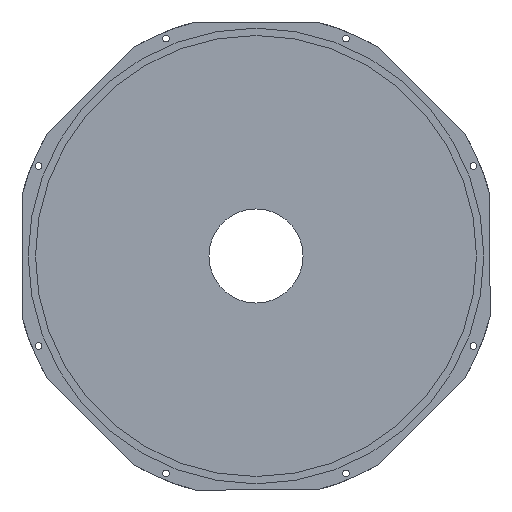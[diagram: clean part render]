
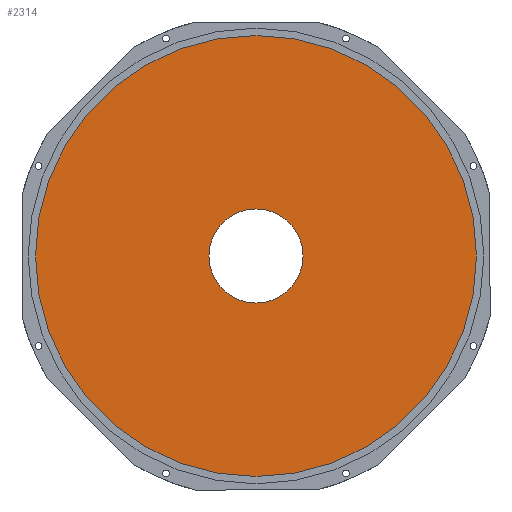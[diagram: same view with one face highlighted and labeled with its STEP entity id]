
A CAD part, front view. The second image highlights one B-rep face of the part: STEP entity #2314.
In plain terms, the highlighted planar face has unit normal (0, -1, 0).
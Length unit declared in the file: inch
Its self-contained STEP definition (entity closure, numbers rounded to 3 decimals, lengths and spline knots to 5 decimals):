
#47 = CIRCLE ( 'NONE', #3193, 4.5375 ) ;
#308 = DIRECTION ( 'NONE',  ( 0., 0., 1. ) ) ;
#902 = CIRCLE ( 'NONE', #1135, 4.5375 ) ;
#943 = CARTESIAN_POINT ( 'NONE',  ( 0., 0., 0. ) ) ;
#983 = FACE_OUTER_BOUND ( 'NONE', #1164, .T. ) ;
#1083 = CARTESIAN_POINT ( 'NONE',  ( 0., 0., 0.9675 ) ) ;
#1113 = CARTESIAN_POINT ( 'NONE',  ( 0., 0., 0. ) ) ;
#1135 = AXIS2_PLACEMENT_3D ( 'NONE', #3335, #2740, #1906 ) ;
#1164 = EDGE_LOOP ( 'NONE', ( #3230, #2720 ) ) ;
#1185 = CARTESIAN_POINT ( 'NONE',  ( 0., 0., 0. ) ) ;
#1220 = EDGE_CURVE ( 'NONE', #2332, #2419, #902, .T. ) ;
#1371 = CIRCLE ( 'NONE', #3253, 0.9675 ) ;
#1537 = DIRECTION ( 'NONE',  ( 0., 0., 1. ) ) ;
#1598 = DIRECTION ( 'NONE',  ( 0., 1., 0. ) ) ;
#1627 = DIRECTION ( 'NONE',  ( 0., -1., 0. ) ) ;
#1642 = VERTEX_POINT ( 'NONE', #1083 ) ;
#1906 = DIRECTION ( 'NONE',  ( 0., 0., -1. ) ) ;
#1909 = VERTEX_POINT ( 'NONE', #1994 ) ;
#1994 = CARTESIAN_POINT ( 'NONE',  ( 0., 0., -0.9675 ) ) ;
#2015 = EDGE_LOOP ( 'NONE', ( #3080, #2311 ) ) ;
#2019 = EDGE_CURVE ( 'NONE', #2419, #2332, #47, .T. ) ;
#2082 = EDGE_CURVE ( 'NONE', #1909, #1642, #1371, .T. ) ;
#2211 = DIRECTION ( 'NONE',  ( 0., 0., 1. ) ) ;
#2311 = ORIENTED_EDGE ( 'NONE', *, *, #2082, .T. ) ;
#2314 = ADVANCED_FACE ( 'NONE', ( #2580, #983 ), #2364, .F. ) ;
#2332 = VERTEX_POINT ( 'NONE', #2617 ) ;
#2364 = PLANE ( 'NONE',  #2635 ) ;
#2419 = VERTEX_POINT ( 'NONE', #3462 ) ;
#2580 = FACE_BOUND ( 'NONE', #2015, .T. ) ;
#2617 = CARTESIAN_POINT ( 'NONE',  ( 0., 0., 4.5375 ) ) ;
#2635 = AXIS2_PLACEMENT_3D ( 'NONE', #943, #3180, #1537 ) ;
#2720 = ORIENTED_EDGE ( 'NONE', *, *, #1220, .T. ) ;
#2740 = DIRECTION ( 'NONE',  ( 0., -1., 0. ) ) ;
#2952 = CARTESIAN_POINT ( 'NONE',  ( 0., 0., 0. ) ) ;
#3038 = DIRECTION ( 'NONE',  ( 0., 1., 0. ) ) ;
#3057 = CIRCLE ( 'NONE', #3286, 0.9675 ) ;
#3080 = ORIENTED_EDGE ( 'NONE', *, *, #3419, .T. ) ;
#3180 = DIRECTION ( 'NONE',  ( 0., 1., 0. ) ) ;
#3193 = AXIS2_PLACEMENT_3D ( 'NONE', #2952, #1627, #3238 ) ;
#3230 = ORIENTED_EDGE ( 'NONE', *, *, #2019, .T. ) ;
#3238 = DIRECTION ( 'NONE',  ( 0., 0., -1. ) ) ;
#3253 = AXIS2_PLACEMENT_3D ( 'NONE', #1185, #3038, #308 ) ;
#3286 = AXIS2_PLACEMENT_3D ( 'NONE', #1113, #1598, #2211 ) ;
#3335 = CARTESIAN_POINT ( 'NONE',  ( 0., 0., 0. ) ) ;
#3419 = EDGE_CURVE ( 'NONE', #1642, #1909, #3057, .T. ) ;
#3462 = CARTESIAN_POINT ( 'NONE',  ( 0., 0., -4.5375 ) ) ;
